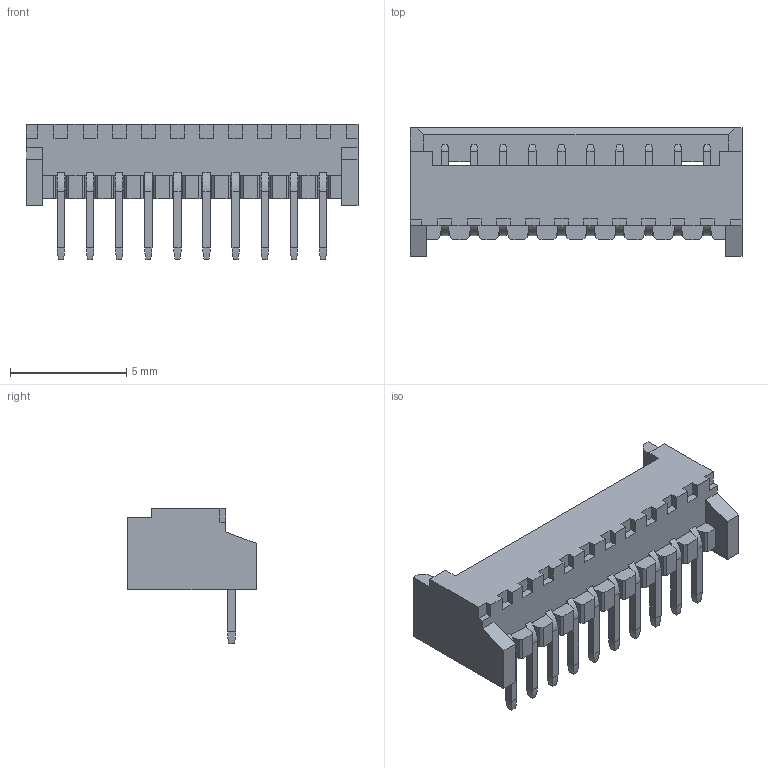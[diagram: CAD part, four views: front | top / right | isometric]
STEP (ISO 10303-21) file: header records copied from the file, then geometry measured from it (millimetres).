
FILE_DESCRIPTION((''),'2;1');
FILE_NAME('530481010','2016-08-16T',('rlalsangi'),(''),'PRO/ENGINEER BY PARAMETRIC TECHNOLOGY CORPORATION, 2012310','PRO/ENGINEER BY PARAMETRIC TECHNOLOGY CORPORATION, 2012310','');
FILE_SCHEMA(('CONFIG_CONTROL_DESIGN'));
Length unit declared in the file: millimetre
Products named in the file (1): 530481010
Bounding box: 14.25 x 5.5 x 5.8 mm (x, y, z)
Volume: 104.8 mm3; surface area: 404.5 mm2
Topology: 1 solids, 1 shells, 368 faces, 962 edges, 606 vertices
Faces by surface type: plane 278, bspline 80, cylinder 10
Entity records: 12983 total; most frequent: CARTESIAN_POINT 4317, ORIENTED_EDGE 1884, DIRECTION 1520, EDGE_CURVE 942, VECTOR 822, LINE 822, VERTEX_POINT 586, EDGE_LOOP 382
